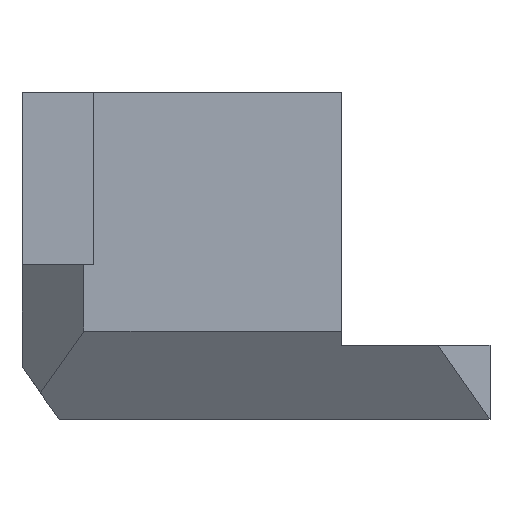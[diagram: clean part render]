
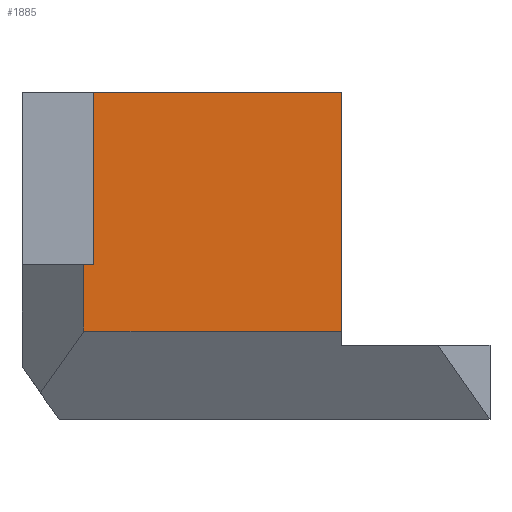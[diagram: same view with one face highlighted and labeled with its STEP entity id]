
A CAD part, left-side view. The second image highlights one B-rep face of the part: STEP entity #1885.
In plain terms, the highlighted planar face has unit normal (-1, 0, 0).
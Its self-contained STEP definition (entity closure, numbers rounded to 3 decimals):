
#49 = DIRECTION ( 'NONE',  ( 0., 0., -1. ) ) ;
#103 = EDGE_CURVE ( 'NONE', #2115, #2095, #765, .T. ) ;
#151 = ORIENTED_EDGE ( 'NONE', *, *, #2372, .T. ) ;
#185 = CARTESIAN_POINT ( 'NONE',  ( -30., -8., 7.141 ) ) ;
#249 = CARTESIAN_POINT ( 'NONE',  ( -30., -8., 56.102 ) ) ;
#303 = ORIENTED_EDGE ( 'NONE', *, *, #1712, .F. ) ;
#348 = VERTEX_POINT ( 'NONE', #876 ) ;
#349 = VERTEX_POINT ( 'NONE', #848 ) ;
#405 = VECTOR ( 'NONE', #1249, 1000. ) ;
#427 = DIRECTION ( 'NONE',  ( 0., 1., 0. ) ) ;
#548 = LINE ( 'NONE', #1879, #2357 ) ;
#574 = DIRECTION ( 'NONE',  ( 0., -1., 0. ) ) ;
#584 = CARTESIAN_POINT ( 'NONE',  ( -30., 20., 7.141 ) ) ;
#585 = EDGE_CURVE ( 'NONE', #349, #2115, #995, .T. ) ;
#587 = FACE_OUTER_BOUND ( 'NONE', #1887, .T. ) ;
#590 = VECTOR ( 'NONE', #987, 1000. ) ;
#618 = CARTESIAN_POINT ( 'NONE',  ( -30., 20., 6. ) ) ;
#676 = CARTESIAN_POINT ( 'NONE',  ( -30., 12., 56.102 ) ) ;
#691 = DIRECTION ( 'NONE',  ( 0., -1., 0. ) ) ;
#758 = LINE ( 'NONE', #1891, #2459 ) ;
#762 = EDGE_CURVE ( 'NONE', #2047, #348, #548, .T. ) ;
#765 = LINE ( 'NONE', #584, #1165 ) ;
#848 = CARTESIAN_POINT ( 'NONE',  ( -30., 12.8, 12.5 ) ) ;
#876 = CARTESIAN_POINT ( 'NONE',  ( -30., -8., 26.4 ) ) ;
#922 = CARTESIAN_POINT ( 'NONE',  ( -30., 12., 26.4 ) ) ;
#983 = LINE ( 'NONE', #249, #590 ) ;
#984 = CARTESIAN_POINT ( 'NONE',  ( -30., 12.8, 7.141 ) ) ;
#987 = DIRECTION ( 'NONE',  ( 0., 0., -1. ) ) ;
#995 = LINE ( 'NONE', #1770, #1364 ) ;
#1001 = EDGE_CURVE ( 'NONE', #348, #2095, #983, .T. ) ;
#1165 = VECTOR ( 'NONE', #2289, 1000. ) ;
#1249 = DIRECTION ( 'NONE',  ( 0., 0., -1. ) ) ;
#1257 = ORIENTED_EDGE ( 'NONE', *, *, #585, .T. ) ;
#1280 = LINE ( 'NONE', #676, #405 ) ;
#1364 = VECTOR ( 'NONE', #49, 1000. ) ;
#1705 = ORIENTED_EDGE ( 'NONE', *, *, #103, .T. ) ;
#1712 = EDGE_CURVE ( 'NONE', #349, #2347, #758, .T. ) ;
#1770 = CARTESIAN_POINT ( 'NONE',  ( -30., 12.8, 12.5 ) ) ;
#1872 = ORIENTED_EDGE ( 'NONE', *, *, #1001, .F. ) ;
#1879 = CARTESIAN_POINT ( 'NONE',  ( -30., 12., 26.4 ) ) ;
#1885 = ADVANCED_FACE ( 'NONE', ( #587 ), #2117, .F. ) ;
#1887 = EDGE_LOOP ( 'NONE', ( #1257, #1705, #1872, #2434, #151, #303 ) ) ;
#1891 = CARTESIAN_POINT ( 'NONE',  ( -30., 12., 12.5 ) ) ;
#1914 = DIRECTION ( 'NONE',  ( 1., 0., 0. ) ) ;
#2047 = VERTEX_POINT ( 'NONE', #922 ) ;
#2095 = VERTEX_POINT ( 'NONE', #185 ) ;
#2115 = VERTEX_POINT ( 'NONE', #984 ) ;
#2117 = PLANE ( 'NONE',  #2337 ) ;
#2289 = DIRECTION ( 'NONE',  ( 0., -1., 0. ) ) ;
#2337 = AXIS2_PLACEMENT_3D ( 'NONE', #618, #1914, #427 ) ;
#2347 = VERTEX_POINT ( 'NONE', #2441 ) ;
#2357 = VECTOR ( 'NONE', #691, 1000. ) ;
#2372 = EDGE_CURVE ( 'NONE', #2047, #2347, #1280, .T. ) ;
#2434 = ORIENTED_EDGE ( 'NONE', *, *, #762, .F. ) ;
#2441 = CARTESIAN_POINT ( 'NONE',  ( -30., 12., 12.5 ) ) ;
#2459 = VECTOR ( 'NONE', #574, 1000. ) ;
